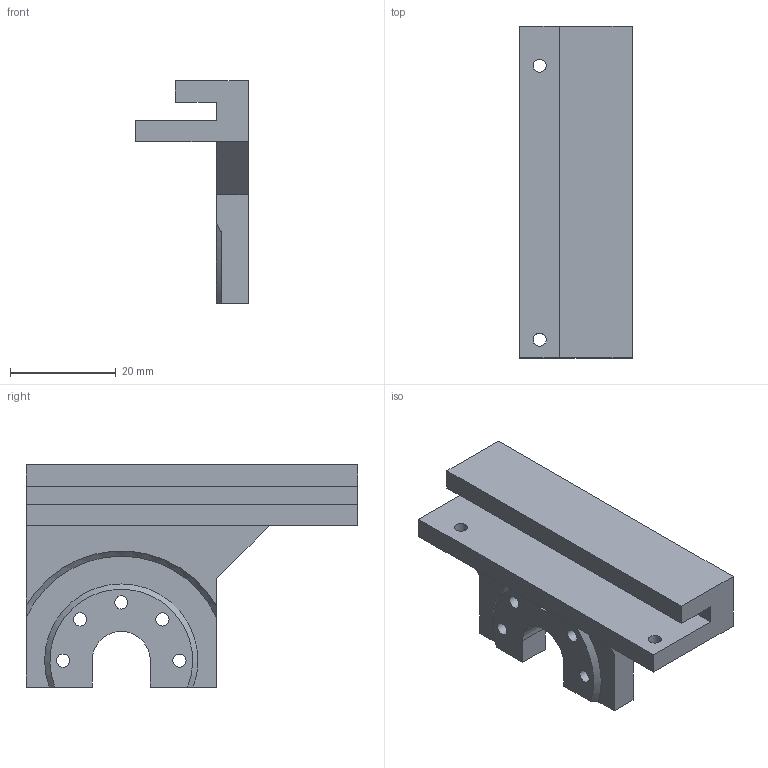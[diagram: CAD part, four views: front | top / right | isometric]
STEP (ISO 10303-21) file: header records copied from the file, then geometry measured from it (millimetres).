
FILE_DESCRIPTION(/* description */ (''),/* implementation_level */ '2;1');
FILE_NAME(/* name */ 'Link_03_Esq.step',/* time_stamp */ '2025-07-09T19:31:45-03:00',/* author */ (''),/* organization */ (''),/* preprocessor_version */ 'ST-DEVELOPER v20.1',/* originating_system */ 'Autodesk Translation Framework v14.10.0.0',/* authorisation */ '');
FILE_SCHEMA (('AUTOMOTIVE_DESIGN { 1 0 10303 214 3 1 1 }'));
Length unit declared in the file: millimetre
Products named in the file (1): eh o giras 3.0
Bounding box: 21.25 x 62.75 x 42 mm (x, y, z)
Volume: 14980.6 mm3; surface area: 8622.8 mm2
Topology: 1 solids, 1 shells, 89 faces, 232 edges, 150 vertices
Faces by surface type: plane 72, cylinder 13, cone 4
Full cylindrical faces by diameter (mm): 2.5 x7, 5 x5
Entity records: 2736 total; most frequent: CARTESIAN_POINT 480, ORIENTED_EDGE 464, DIRECTION 440, EDGE_CURVE 232, LINE 196, VECTOR 196, VERTEX_POINT 150, AXIS2_PLACEMENT_3D 122
